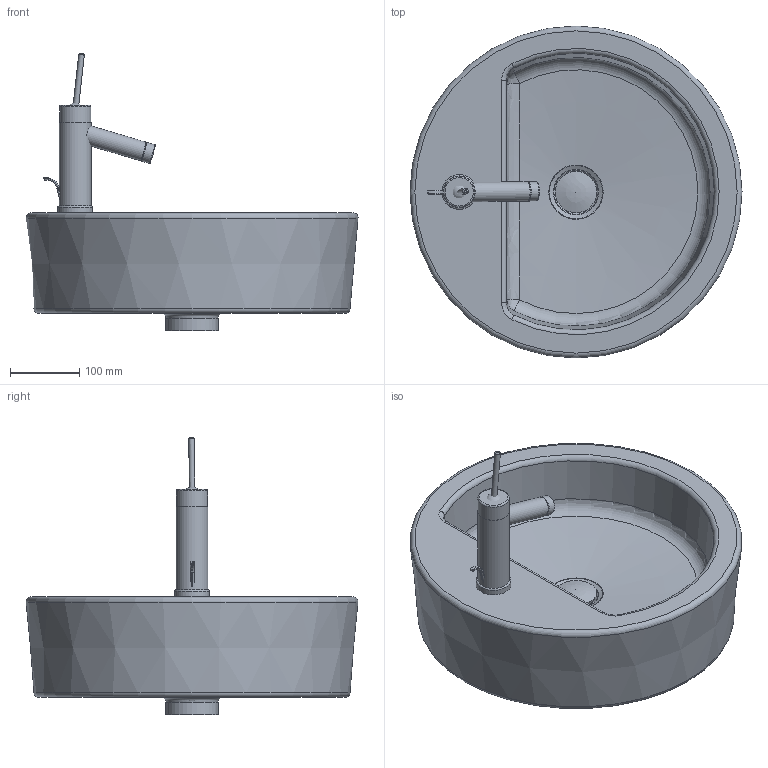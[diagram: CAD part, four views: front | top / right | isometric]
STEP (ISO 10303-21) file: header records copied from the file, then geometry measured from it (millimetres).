
FILE_DESCRIPTION((''),'2;1');
FILE_NAME('044648.stp','2008-02-05T11:56:30',('Huebner'),(''),'Autodesk Inventor 11','Autodesk Inventor 11','');
FILE_SCHEMA(('AUTOMOTIVE_DESIGN { 1 0 10303 214 1 1 1 1 }'));
Length unit declared in the file: millimetre
Products named in the file (11): 044648; Kelch; Stopfen; Bat_kurz_starck1; hebel1; Griff_2Starck1; Halbkugel; Hebel2kurz; Neoperl; Halter2starck1
Assembly tree (10 placements, depth 3):
  044648
    044648
    Kelch
    Stopfen
    Bat_kurz_starck1
      hebel1
      Griff_2Starck1
      Halbkugel
      Hebel2kurz
      Neoperl
      Halter2starck1
Bounding box: 478.69 x 478.67 x 400.05 mm (x, y, z)
Volume: 13319845.5 mm3; surface area: 799046.4 mm2
Topology: 9 solids, 9 shells, 160 faces, 372 edges, 234 vertices
Faces by surface type: cylinder 78, plane 40, torus 18, bspline 15, cone 6, sphere 3
Full cylindrical faces by diameter (mm): 1.375 x8, 1.525 x20, 1.605 x14, 8 x1, 15 x2, 20 x1, 26 x1, 28 x2, 35 x1, 42 x1, 44 x1, 45 x1, 46 x1, 50 x1, 52 x1, 60 x1, 75 x1
Entity records: 6846 total; most frequent: CARTESIAN_POINT 3036, DIRECTION 786, ORIENTED_EDGE 574, AXIS2_PLACEMENT_3D 360, EDGE_LOOP 331, EDGE_CURVE 287, VERTEX_POINT 226, CIRCLE 194
